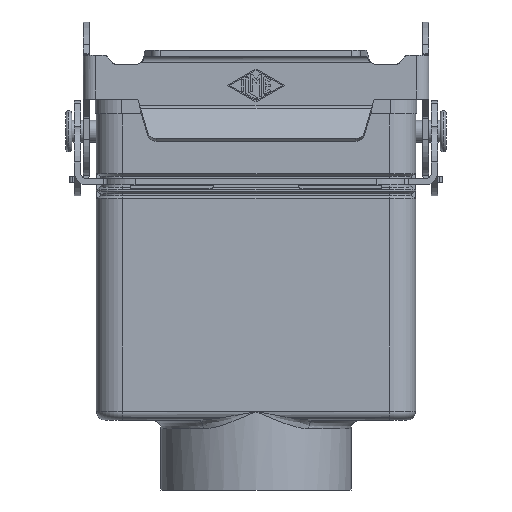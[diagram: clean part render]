
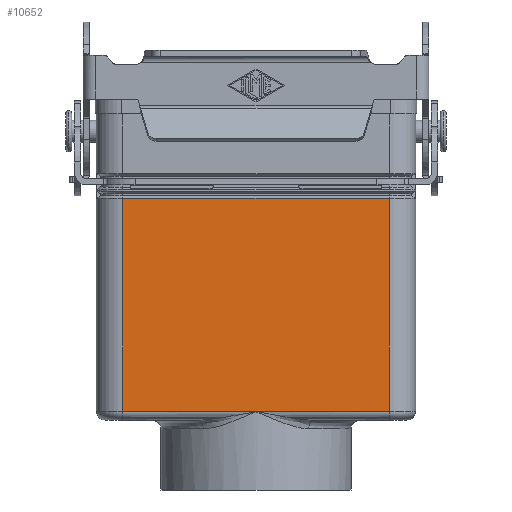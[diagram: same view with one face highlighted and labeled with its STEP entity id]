
A CAD part, front view. The second image highlights one B-rep face of the part: STEP entity #10652.
In plain terms, the highlighted planar face has unit normal (0, -1, 0).
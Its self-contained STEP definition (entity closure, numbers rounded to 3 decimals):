
#9396=CARTESIAN_POINT('',(30.5,-21.75,-15.327));
#9397=VERTEX_POINT('',#9396);
#9429=CARTESIAN_POINT('',(-30.5,-21.75,-15.327));
#9430=VERTEX_POINT('',#9429);
#9431=CARTESIAN_POINT('',(30.5,-21.75,-15.327));
#9432=DIRECTION('',(-1.0,0.0,0.0));
#9433=VECTOR('',#9432,61.);
#9434=LINE('',#9431,#9433);
#9435=EDGE_CURVE('',#9397,#9430,#9434,.T.);
#10562=CARTESIAN_POINT('',(30.5,-21.75,-64.));
#10563=VERTEX_POINT('',#10562);
#10564=CARTESIAN_POINT('',(30.5,-21.75,-15.327));
#10565=DIRECTION('',(0.0,0.0,-1.0));
#10566=VECTOR('',#10565,48.673);
#10567=LINE('',#10564,#10566);
#10568=EDGE_CURVE('',#9397,#10563,#10567,.T.);
#10629=CARTESIAN_POINT('',(-30.5,-21.75,9.0));
#10630=DIRECTION('',(0.0,-1.0,0.0));
#10631=DIRECTION('',(0.0,0.0,-1.0));
#10632=AXIS2_PLACEMENT_3D('',#10629,#10630,#10631);
#10633=PLANE('',#10632);
#10634=ORIENTED_EDGE('',*,*,#9435,.T.);
#10635=CARTESIAN_POINT('',(-30.5,-21.75,-64.));
#10636=VERTEX_POINT('',#10635);
#10637=CARTESIAN_POINT('',(-30.5,-21.75,-15.327));
#10638=DIRECTION('',(0.0,0.0,-1.0));
#10639=VECTOR('',#10638,48.673);
#10640=LINE('',#10637,#10639);
#10641=EDGE_CURVE('',#9430,#10636,#10640,.T.);
#10642=ORIENTED_EDGE('',*,*,#10641,.T.);
#10643=CARTESIAN_POINT('',(30.5,-21.75,-64.));
#10644=DIRECTION('',(-1.0,0.0,0.0));
#10645=VECTOR('',#10644,61.0);
#10646=LINE('',#10643,#10645);
#10647=EDGE_CURVE('',#10563,#10636,#10646,.T.);
#10648=ORIENTED_EDGE('',*,*,#10647,.F.);
#10649=ORIENTED_EDGE('',*,*,#10568,.F.);
#10650=EDGE_LOOP('',(#10634,#10642,#10648,#10649));
#10651=FACE_OUTER_BOUND('',#10650,.T.);
#10652=ADVANCED_FACE('',(#10651),#10633,.T.);
